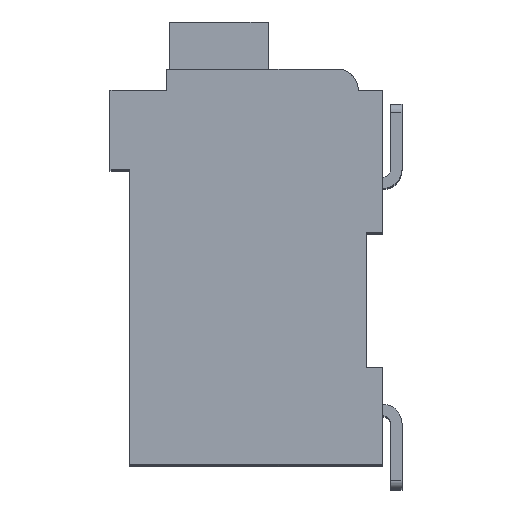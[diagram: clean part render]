
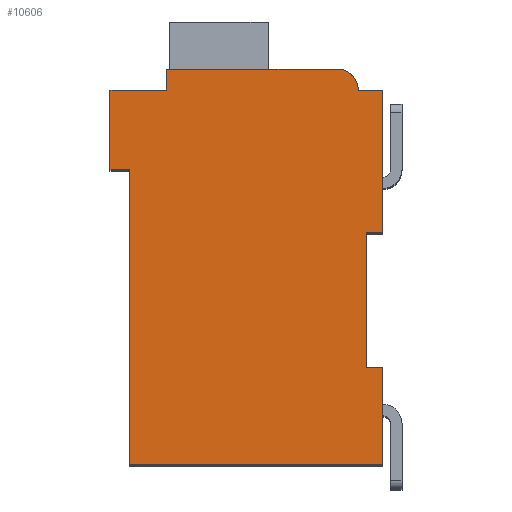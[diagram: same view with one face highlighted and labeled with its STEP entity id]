
A CAD part, top view. The second image highlights one B-rep face of the part: STEP entity #10606.
In plain terms, the highlighted planar face has unit normal (0, 0, 1).
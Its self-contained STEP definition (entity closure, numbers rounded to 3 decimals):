
#1997=DIRECTION('',(1.,0.,0.));
#1998=VECTOR('',#1997,0.5);
#1999=CARTESIAN_POINT('',(7.3,7.15,2.1));
#2000=LINE('',#1999,#1998);
#2001=DIRECTION('',(0.,1.,0.));
#2002=VECTOR('',#2001,4.15);
#2003=CARTESIAN_POINT('',(7.3,3.,2.1));
#2004=LINE('',#2003,#2002);
#2005=DIRECTION('',(-1.,0.,0.));
#2006=VECTOR('',#2005,0.5);
#2007=CARTESIAN_POINT('',(7.8,3.,2.1));
#2008=LINE('',#2007,#2006);
#2009=DIRECTION('',(0.,1.,0.));
#2010=VECTOR('',#2009,3.);
#2011=CARTESIAN_POINT('',(7.8,0.,2.1));
#2012=LINE('',#2011,#2010);
#2013=DIRECTION('',(1.,0.,0.));
#2014=VECTOR('',#2013,7.8);
#2015=CARTESIAN_POINT('',(0.,0.,2.1));
#2016=LINE('',#2015,#2014);
#2017=DIRECTION('',(0.,-1.,0.));
#2018=VECTOR('',#2017,9.1);
#2019=CARTESIAN_POINT('',(0.,9.1,2.1));
#2020=LINE('',#2019,#2018);
#2021=DIRECTION('',(1.,0.,0.));
#2022=VECTOR('',#2021,0.6);
#2023=CARTESIAN_POINT('',(-0.6,9.1,2.1));
#2024=LINE('',#2023,#2022);
#2025=DIRECTION('',(0.,-1.,0.));
#2026=VECTOR('',#2025,2.45);
#2027=CARTESIAN_POINT('',(-0.6,11.55,2.1));
#2028=LINE('',#2027,#2026);
#2029=DIRECTION('',(-1.,0.,0.));
#2030=VECTOR('',#2029,1.75);
#2031=CARTESIAN_POINT('',(1.15,11.55,2.1));
#2032=LINE('',#2031,#2030);
#2033=DIRECTION('',(0.,-1.,0.));
#2034=VECTOR('',#2033,0.65);
#2035=CARTESIAN_POINT('',(1.15,12.2,2.1));
#2036=LINE('',#2035,#2034);
#2037=DIRECTION('',(-1.,0.,0.));
#2038=VECTOR('',#2037,5.25);
#2039=CARTESIAN_POINT('',(6.4,12.2,2.1));
#2040=LINE('',#2039,#2038);
#2041=CARTESIAN_POINT('',(6.4,11.55,2.1));
#2042=DIRECTION('',(0.,0.,1.));
#2043=DIRECTION('',(1.,0.,0.));
#2044=AXIS2_PLACEMENT_3D('',#2041,#2042,#2043);
#2046=DIRECTION('',(-1.,0.,0.));
#2047=VECTOR('',#2046,0.75);
#2048=CARTESIAN_POINT('',(7.8,11.55,2.1));
#2049=LINE('',#2048,#2047);
#2050=DIRECTION('',(0.,1.,0.));
#2051=VECTOR('',#2050,4.4);
#2052=CARTESIAN_POINT('',(7.8,7.15,2.1));
#2053=LINE('',#2052,#2051);
#6714=CARTESIAN_POINT('',(7.3,7.15,2.1));
#6715=CARTESIAN_POINT('',(7.8,7.15,2.1));
#6716=VERTEX_POINT('',#6714);
#6717=VERTEX_POINT('',#6715);
#6718=CARTESIAN_POINT('',(7.8,11.55,2.1));
#6719=VERTEX_POINT('',#6718);
#6720=CARTESIAN_POINT('',(7.05,11.55,2.1));
#6721=VERTEX_POINT('',#6720);
#6722=CARTESIAN_POINT('',(6.4,12.2,2.1));
#6723=VERTEX_POINT('',#6722);
#6724=CARTESIAN_POINT('',(1.15,12.2,2.1));
#6725=VERTEX_POINT('',#6724);
#6726=CARTESIAN_POINT('',(1.15,11.55,2.1));
#6727=VERTEX_POINT('',#6726);
#6728=CARTESIAN_POINT('',(-0.6,11.55,2.1));
#6729=VERTEX_POINT('',#6728);
#6730=CARTESIAN_POINT('',(-0.6,9.1,2.1));
#6731=VERTEX_POINT('',#6730);
#6732=CARTESIAN_POINT('',(0.,9.1,2.1));
#6733=VERTEX_POINT('',#6732);
#6734=CARTESIAN_POINT('',(0.,0.,2.1));
#6735=VERTEX_POINT('',#6734);
#6736=CARTESIAN_POINT('',(7.8,0.,2.1));
#6737=VERTEX_POINT('',#6736);
#6738=CARTESIAN_POINT('',(7.8,3.,2.1));
#6739=VERTEX_POINT('',#6738);
#6740=CARTESIAN_POINT('',(7.3,3.,2.1));
#6741=VERTEX_POINT('',#6740);
#10582=CARTESIAN_POINT('',(0.,0.,2.1));
#10583=DIRECTION('',(0.,0.,1.));
#10584=DIRECTION('',(1.,0.,0.));
#10585=AXIS2_PLACEMENT_3D('',#10582,#10583,#10584);
#10586=PLANE('',#10585);
#10587=ORIENTED_EDGE('',*,*,#8803,.F.);
#10588=ORIENTED_EDGE('',*,*,#9167,.F.);
#10590=ORIENTED_EDGE('',*,*,#10589,.F.);
#10592=ORIENTED_EDGE('',*,*,#10591,.F.);
#10594=ORIENTED_EDGE('',*,*,#10593,.F.);
#10595=ORIENTED_EDGE('',*,*,#9439,.F.);
#10596=ORIENTED_EDGE('',*,*,#9519,.F.);
#10597=ORIENTED_EDGE('',*,*,#9658,.F.);
#10598=ORIENTED_EDGE('',*,*,#9802,.F.);
#10599=ORIENTED_EDGE('',*,*,#9871,.F.);
#10600=ORIENTED_EDGE('',*,*,#10114,.F.);
#10601=ORIENTED_EDGE('',*,*,#10454,.F.);
#10602=ORIENTED_EDGE('',*,*,#10374,.F.);
#10603=ORIENTED_EDGE('',*,*,#9003,.F.);
#10604=EDGE_LOOP('',(#10587,#10588,#10590,#10592,#10594,#10595,#10596,#10597,
#10598,#10599,#10600,#10601,#10602,#10603));
#10605=FACE_OUTER_BOUND('',#10604,.F.);
#2045=CIRCLE('',#2044,0.65);
#8803=EDGE_CURVE('',#6716,#6717,#2000,.T.);
#9003=EDGE_CURVE('',#6717,#6719,#2053,.T.);
#9167=EDGE_CURVE('',#6741,#6716,#2004,.T.);
#9439=EDGE_CURVE('',#6733,#6735,#2020,.T.);
#9519=EDGE_CURVE('',#6731,#6733,#2024,.T.);
#9658=EDGE_CURVE('',#6729,#6731,#2028,.T.);
#9802=EDGE_CURVE('',#6727,#6729,#2032,.T.);
#9871=EDGE_CURVE('',#6725,#6727,#2036,.T.);
#10114=EDGE_CURVE('',#6723,#6725,#2040,.T.);
#10374=EDGE_CURVE('',#6719,#6721,#2049,.T.);
#10454=EDGE_CURVE('',#6721,#6723,#2045,.T.);
#10589=EDGE_CURVE('',#6739,#6741,#2008,.T.);
#10591=EDGE_CURVE('',#6737,#6739,#2012,.T.);
#10593=EDGE_CURVE('',#6735,#6737,#2016,.T.);
#10606=ADVANCED_FACE('',(#10605),#10586,.T.);
